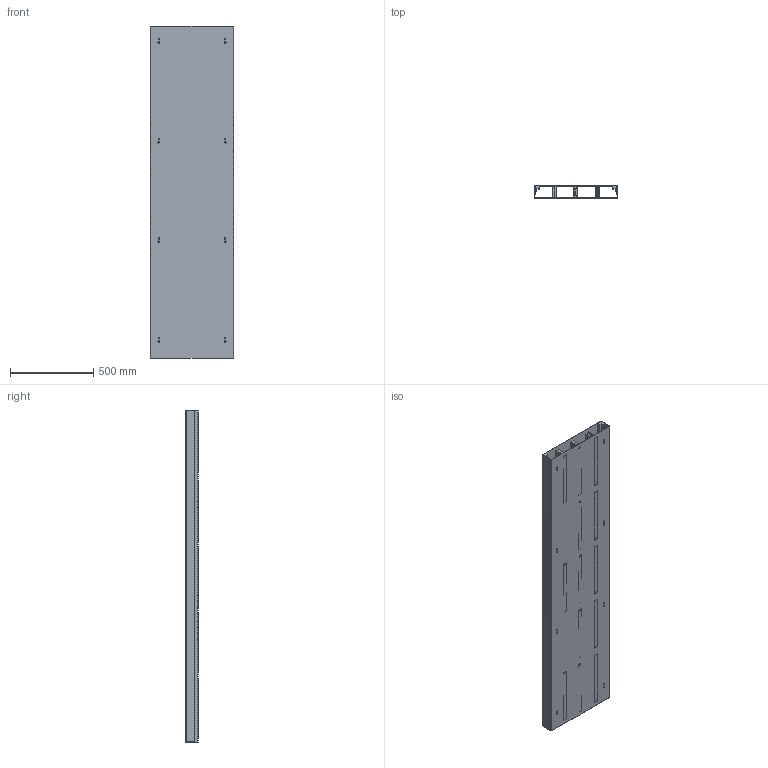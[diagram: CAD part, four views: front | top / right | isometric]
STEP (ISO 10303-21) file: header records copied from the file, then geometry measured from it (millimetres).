
FILE_DESCRIPTION((''),'2;1');
FILE_NAME('BKG5008011_ASM','2022-12-05T09:01:40',('hollstem'),(''),'CREO PARAMETRIC BY PTC INC, 2022024','CREO PARAMETRIC BY PTC INC, 2022024','');
FILE_SCHEMA(('AUTOMOTIVE_DESIGN { 1 0 10303 214 1 1 1 1 }'));
Length unit declared in the file: millimetre
Products named in the file (12): T-01023; T-01024; T-01025_AF0; T-01026_ASM; T-01514_ASM; T-01531_ASM; 63488-M; 63489-M_ASM; 63403-M; 63487-M_ASM; 63860-M; BKG5008011_ASM
Assembly tree (25 placements, depth 4):
  BKG5008011_ASM
    T-01023
    T-01024  x2
    T-01514_ASM
      T-01026_ASM
        T-01025_AF0
    T-01531_ASM
      T-01026_ASM
        T-01025_AF0
    63489-M_ASM  x8
      63488-M
    63487-M_ASM  x5
      63403-M
    63860-M  x2
Bounding box: 500 x 78 x 2000 mm (x, y, z)
Volume: 12079077.3 mm3; surface area: 6542536.9 mm2
Topology: 20 solids, 114 shells, 665 faces, 6249 edges, 5887 vertices
Faces by surface type: plane 490, cylinder 117, torus 32, cone 26
Entity records: 26753 total; most frequent: CARTESIAN_POINT 5487, DIRECTION 2728, PRESENTATION_STYLE_ASSIGNMENT 1357, STYLED_ITEM 1351, CURVE_STYLE 1338, ORIENTED_EDGE 1050, VECTOR 923, LINE 923
